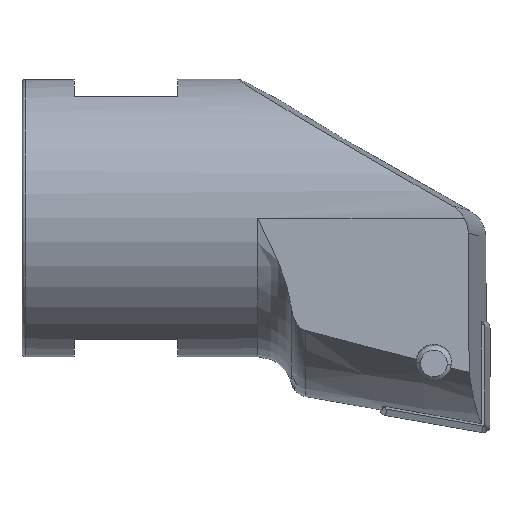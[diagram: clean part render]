
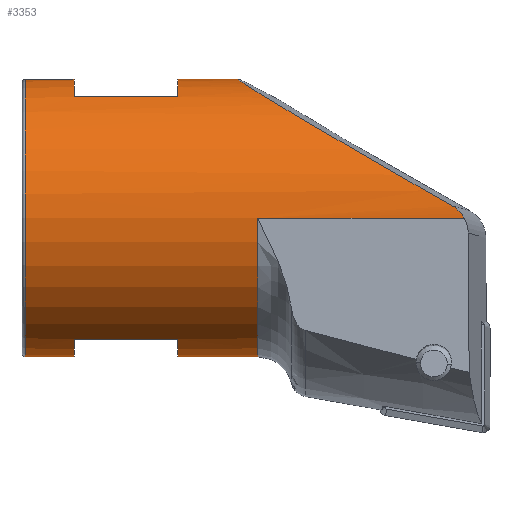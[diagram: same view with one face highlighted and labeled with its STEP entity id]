
A CAD part, front view. The second image highlights one B-rep face of the part: STEP entity #3353.
In plain terms, the highlighted cylindrical face has radius 8 mm (diameter 16 mm), a partial arc.
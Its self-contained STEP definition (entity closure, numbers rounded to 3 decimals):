
#1 = CARTESIAN_POINT ( 'NONE',  ( -2.169, -7.97, 13.072 ) ) ;
#22 = VECTOR ( 'NONE', #2055, 1000. ) ;
#81 = DIRECTION ( 'NONE',  ( 1., 0., 0. ) ) ;
#114 = DIRECTION ( 'NONE',  ( 1., 0., 0. ) ) ;
#127 = DIRECTION ( 'NONE',  ( 0., 0., -1. ) ) ;
#146 = CARTESIAN_POINT ( 'NONE',  ( -24., 0., 20.375 ) ) ;
#216 = VECTOR ( 'NONE', #706, 1000. ) ;
#256 = ORIENTED_EDGE ( 'NONE', *, *, #4211, .F. ) ;
#305 = CARTESIAN_POINT ( 'NONE',  ( -18., -3.873, 5.375 ) ) ;
#397 = CARTESIAN_POINT ( 'NONE',  ( -28.597, -3.873, 5.375 ) ) ;
#407 = CARTESIAN_POINT ( 'NONE',  ( -14.778, -4.368, 20.375 ) ) ;
#416 = ORIENTED_EDGE ( 'NONE', *, *, #1589, .T. ) ;
#424 = DIRECTION ( 'NONE',  ( -1., 0., 0. ) ) ;
#436 = CARTESIAN_POINT ( 'NONE',  ( -9.791, -7.589, 17.424 ) ) ;
#455 = DIRECTION ( 'NONE',  ( 1., 0., 0. ) ) ;
#553 = CARTESIAN_POINT ( 'NONE',  ( -1.482, -8., 12.375 ) ) ;
#556 = ORIENTED_EDGE ( 'NONE', *, *, #2974, .T. ) ;
#587 = LINE ( 'NONE', #2525, #3126 ) ;
#706 = DIRECTION ( 'NONE',  ( -1., 0., 0. ) ) ;
#733 = EDGE_CURVE ( 'NONE', #1030, #1467, #3526, .T. ) ;
#740 = CARTESIAN_POINT ( 'NONE',  ( -28.597, 0., 4.375 ) ) ;
#750 = CARTESIAN_POINT ( 'NONE',  ( -28.597, 0., 12.375 ) ) ;
#755 = LINE ( 'NONE', #3200, #2413 ) ;
#875 = VERTEX_POINT ( 'NONE', #2331 ) ;
#897 = CARTESIAN_POINT ( 'NONE',  ( -2.169, -7.97, 13.072 ) ) ;
#953 = EDGE_CURVE ( 'NONE', #2610, #3576, #1945, .T. ) ;
#956 = CARTESIAN_POINT ( 'NONE',  ( -14.51, 0., 20.375 ) ) ;
#967 = CARTESIAN_POINT ( 'NONE',  ( -1.892, -7.984, 12.887 ) ) ;
#1030 = VERTEX_POINT ( 'NONE', #3364 ) ;
#1045 = EDGE_CURVE ( 'NONE', #2610, #1626, #3406, .T. ) ;
#1078 = ORIENTED_EDGE ( 'NONE', *, *, #3100, .F. ) ;
#1119 = CIRCLE ( 'NONE', #3249, 8. ) ;
#1170 = DIRECTION ( 'NONE',  ( 0., 0., 1. ) ) ;
#1288 = AXIS2_PLACEMENT_3D ( 'NONE', #3841, #1493, #1170 ) ;
#1331 = CARTESIAN_POINT ( 'NONE',  ( -1.661, -7.996, 12.652 ) ) ;
#1392 = CARTESIAN_POINT ( 'NONE',  ( -2.169, -7.97, 13.072 ) ) ;
#1396 = CARTESIAN_POINT ( 'NONE',  ( -28.597, -3.873, 19.375 ) ) ;
#1408 = AXIS2_PLACEMENT_3D ( 'NONE', #750, #1767, #3061 ) ;
#1467 = VERTEX_POINT ( 'NONE', #1822 ) ;
#1470 = CARTESIAN_POINT ( 'NONE',  ( -24., 0., 12.375 ) ) ;
#1475 = EDGE_CURVE ( 'NONE', #3042, #3024, #2194, .T. ) ;
#1486 = EDGE_CURVE ( 'NONE', #3024, #3576, #2671, .T. ) ;
#1493 = DIRECTION ( 'NONE',  ( -1., 0., 0. ) ) ;
#1531 = EDGE_CURVE ( 'NONE', #3655, #875, #2973, .T. ) ;
#1532 = DIRECTION ( 'NONE',  ( -1., 0., 0. ) ) ;
#1537 = AXIS2_PLACEMENT_3D ( 'NONE', #3025, #455, #127 ) ;
#1575 = ORIENTED_EDGE ( 'NONE', *, *, #1531, .F. ) ;
#1589 = EDGE_CURVE ( 'NONE', #3655, #1965, #1119, .T. ) ;
#1626 = VERTEX_POINT ( 'NONE', #897 ) ;
#1725 = CARTESIAN_POINT ( 'NONE',  ( -24., -3.873, 19.375 ) ) ;
#1767 = DIRECTION ( 'NONE',  ( -1., 0., 0. ) ) ;
#1784 = CARTESIAN_POINT ( 'NONE',  ( -24., -3.873, 5.375 ) ) ;
#1792 = CIRCLE ( 'NONE', #3158, 8. ) ;
#1813 = ORIENTED_EDGE ( 'NONE', *, *, #953, .T. ) ;
#1822 = CARTESIAN_POINT ( 'NONE',  ( -13.4, -8., 12.375 ) ) ;
#1849 = CYLINDRICAL_SURFACE ( 'NONE', #1408, 8. ) ;
#1925 = EDGE_CURVE ( 'NONE', #1965, #4002, #3694, .T. ) ;
#1945 = LINE ( 'NONE', #3307, #216 ) ;
#1946 = VECTOR ( 'NONE', #81, 1000. ) ;
#1965 = VERTEX_POINT ( 'NONE', #1784 ) ;
#1984 = AXIS2_PLACEMENT_3D ( 'NONE', #1470, #2778, #3068 ) ;
#1992 = CARTESIAN_POINT ( 'NONE',  ( -2.025, -7.977, 12.989 ) ) ;
#2041 = DIRECTION ( 'NONE',  ( -1., 0., 0. ) ) ;
#2055 = DIRECTION ( 'NONE',  ( 1., 0., 0. ) ) ;
#2129 = CARTESIAN_POINT ( 'NONE',  ( -24., 0., 4.375 ) ) ;
#2194 = LINE ( 'NONE', #1396, #22 ) ;
#2230 = EDGE_CURVE ( 'NONE', #4028, #2630, #755, .T. ) ;
#2267 = CIRCLE ( 'NONE', #1984, 8. ) ;
#2269 = CARTESIAN_POINT ( 'NONE',  ( -18., 0., 4.375 ) ) ;
#2283 = CARTESIAN_POINT ( 'NONE',  ( -1.482, -8., 12.375 ) ) ;
#2331 = CARTESIAN_POINT ( 'NONE',  ( -26.8, 0., 4.375 ) ) ;
#2413 = VECTOR ( 'NONE', #2555, 1000. ) ;
#2421 = DIRECTION ( 'NONE',  ( 0., 0., 1. ) ) ;
#2445 = ORIENTED_EDGE ( 'NONE', *, *, #733, .T. ) ;
#2449 = EDGE_CURVE ( 'NONE', #4002, #2603, #1792, .T. ) ;
#2451 = AXIS2_PLACEMENT_3D ( 'NONE', #3050, #2041, #2421 ) ;
#2483 = CARTESIAN_POINT ( 'NONE',  ( -18., 0., 20.375 ) ) ;
#2525 = CARTESIAN_POINT ( 'NONE',  ( -23.678, -8., 12.375 ) ) ;
#2555 = DIRECTION ( 'NONE',  ( -1., 0., 0. ) ) ;
#2603 = VERTEX_POINT ( 'NONE', #2269 ) ;
#2605 = B_SPLINE_CURVE_WITH_KNOTS ( 'NONE', 3,
 ( #2283, #2643, #1331, #967, #1992, #1 ),
 .UNSPECIFIED., .F., .F.,
 ( 4, 2, 4 ),
 ( 0., 0., 0.001 ),
 .UNSPECIFIED. ) ;
#2610 = VERTEX_POINT ( 'NONE', #956 ) ;
#2630 = VERTEX_POINT ( 'NONE', #3334 ) ;
#2643 = CARTESIAN_POINT ( 'NONE',  ( -1.562, -8., 12.521 ) ) ;
#2671 = CIRCLE ( 'NONE', #2451, 8. ) ;
#2728 = ORIENTED_EDGE ( 'NONE', *, *, #1475, .F. ) ;
#2778 = DIRECTION ( 'NONE',  ( 1., 0., 0. ) ) ;
#2973 = LINE ( 'NONE', #740, #4057 ) ;
#2974 = EDGE_CURVE ( 'NONE', #3717, #1626, #2605, .T. ) ;
#3024 = VERTEX_POINT ( 'NONE', #3369 ) ;
#3025 = CARTESIAN_POINT ( 'NONE',  ( -26.8, 0., 12.375 ) ) ;
#3039 = CIRCLE ( 'NONE', #1537, 8. ) ;
#3042 = VERTEX_POINT ( 'NONE', #1725 ) ;
#3050 = CARTESIAN_POINT ( 'NONE',  ( -18., 0., 12.375 ) ) ;
#3061 = DIRECTION ( 'NONE',  ( 0., 0., 1. ) ) ;
#3068 = DIRECTION ( 'NONE',  ( 0., 0., -1. ) ) ;
#3100 = EDGE_CURVE ( 'NONE', #1030, #2603, #3294, .T. ) ;
#3102 = EDGE_CURVE ( 'NONE', #2630, #875, #3039, .T. ) ;
#3121 = EDGE_CURVE ( 'NONE', #4028, #3042, #2267, .T. ) ;
#3126 = VECTOR ( 'NONE', #3558, 1000. ) ;
#3141 = CARTESIAN_POINT ( 'NONE',  ( -24., 0., 12.375 ) ) ;
#3158 = AXIS2_PLACEMENT_3D ( 'NONE', #4036, #114, #3725 ) ;
#3200 = CARTESIAN_POINT ( 'NONE',  ( -28.597, 0., 20.375 ) ) ;
#3249 = AXIS2_PLACEMENT_3D ( 'NONE', #3141, #1532, #4164 ) ;
#3294 = LINE ( 'NONE', #3315, #4070 ) ;
#3307 = CARTESIAN_POINT ( 'NONE',  ( -28.597, 0., 20.375 ) ) ;
#3315 = CARTESIAN_POINT ( 'NONE',  ( -28.597, 0., 4.375 ) ) ;
#3334 = CARTESIAN_POINT ( 'NONE',  ( -26.8, 0., 20.375 ) ) ;
#3353 = ADVANCED_FACE ( 'NONE', ( #3356 ), #1849, .T. ) ;
#3354 = CARTESIAN_POINT ( 'NONE',  ( -14.51, 0., 20.375 ) ) ;
#3356 = FACE_OUTER_BOUND ( 'NONE', #3871, .T. ) ;
#3364 = CARTESIAN_POINT ( 'NONE',  ( -13.4, 0., 4.375 ) ) ;
#3369 = CARTESIAN_POINT ( 'NONE',  ( -18., -3.873, 19.375 ) ) ;
#3406 =( BOUNDED_CURVE ( )  B_SPLINE_CURVE ( 3, ( #3354, #407, #436, #1392 ),
 .UNSPECIFIED., .F., .F. ) 
 B_SPLINE_CURVE_WITH_KNOTS ( ( 4, 4 ),
 ( 6.248, 7.732 ),
 .UNSPECIFIED. ) 
 CURVE ( )  GEOMETRIC_REPRESENTATION_ITEM ( )  RATIONAL_B_SPLINE_CURVE ( ( 1., 0.825, 0.825, 1. ) ) 
 REPRESENTATION_ITEM ( '' )  );
#3526 = CIRCLE ( 'NONE', #1288, 8. ) ;
#3538 = ORIENTED_EDGE ( 'NONE', *, *, #2449, .T. ) ;
#3551 = ORIENTED_EDGE ( 'NONE', *, *, #3102, .T. ) ;
#3558 = DIRECTION ( 'NONE',  ( -1., 0., 0. ) ) ;
#3575 = ORIENTED_EDGE ( 'NONE', *, *, #1045, .F. ) ;
#3576 = VERTEX_POINT ( 'NONE', #2483 ) ;
#3614 = ORIENTED_EDGE ( 'NONE', *, *, #2230, .T. ) ;
#3655 = VERTEX_POINT ( 'NONE', #2129 ) ;
#3694 = LINE ( 'NONE', #397, #1946 ) ;
#3714 = ORIENTED_EDGE ( 'NONE', *, *, #3121, .F. ) ;
#3717 = VERTEX_POINT ( 'NONE', #553 ) ;
#3725 = DIRECTION ( 'NONE',  ( 0., 0., -1. ) ) ;
#3841 = CARTESIAN_POINT ( 'NONE',  ( -13.4, 0., 12.375 ) ) ;
#3871 = EDGE_LOOP ( 'NONE', ( #1078, #2445, #256, #556, #3575, #1813, #3903, #2728, #3714, #3614, #3551, #1575, #416, #3939, #3538 ) ) ;
#3903 = ORIENTED_EDGE ( 'NONE', *, *, #1486, .F. ) ;
#3939 = ORIENTED_EDGE ( 'NONE', *, *, #1925, .T. ) ;
#3988 = DIRECTION ( 'NONE',  ( -1., 0., 0. ) ) ;
#4002 = VERTEX_POINT ( 'NONE', #305 ) ;
#4028 = VERTEX_POINT ( 'NONE', #146 ) ;
#4036 = CARTESIAN_POINT ( 'NONE',  ( -18., 0., 12.375 ) ) ;
#4057 = VECTOR ( 'NONE', #424, 1000. ) ;
#4070 = VECTOR ( 'NONE', #3988, 1000. ) ;
#4164 = DIRECTION ( 'NONE',  ( 0., 0., 1. ) ) ;
#4211 = EDGE_CURVE ( 'NONE', #3717, #1467, #587, .T. ) ;
